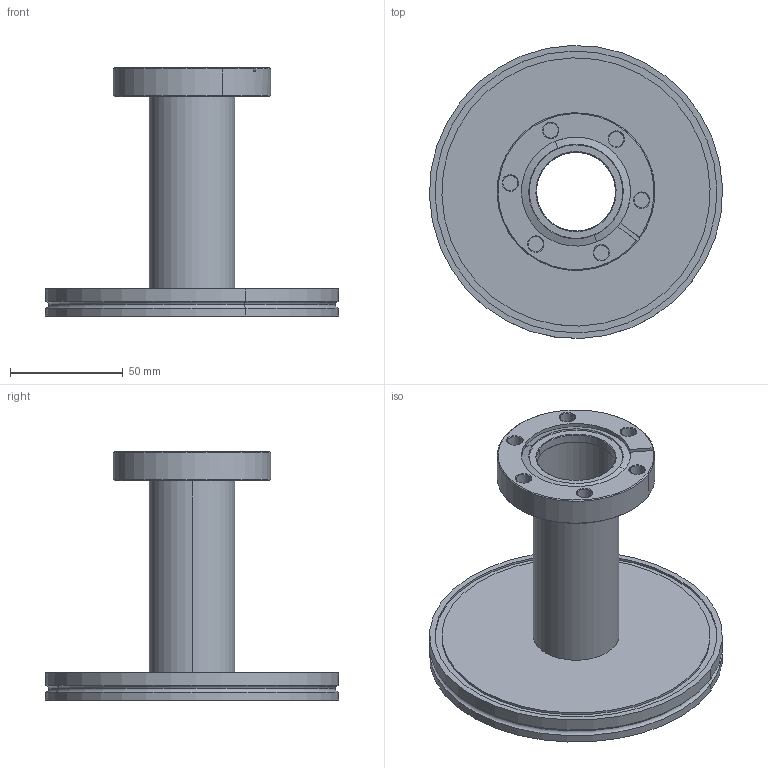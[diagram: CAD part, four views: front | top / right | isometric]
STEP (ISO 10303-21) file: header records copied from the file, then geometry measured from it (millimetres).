
FILE_DESCRIPTION (( 'STEP AP214' ), '1' );
FILE_NAME ('Hositrad_CFA35-ISO100.STEP', '2017-05-11T14:53:22', ( 'Gebruiker' ), ( '' ), 'SwSTEP 2.0', 'SolidWorks 2017', '' );
FILE_SCHEMA (( 'AUTOMOTIVE_DESIGN' ));
Length unit declared in the file: millimetre
Products named in the file (4): ISO100-38; CF-To-ISO-Adaptors-All_CFA35-ISO100; NW35CF-Weld-38.1; Hositrad_CFA35-ISO100
Assembly tree (3 placements, depth 2):
  Hositrad_CFA35-ISO100
    CF-To-ISO-Adaptors-All_CFA35-ISO100
    ISO100-38
    NW35CF-Weld-38.1
Bounding box: 129.95 x 129.95 x 110 mm (x, y, z)
Volume: 160049.5 mm3; surface area: 67481.8 mm2
Topology: 3 solids, 3 shells, 94 faces, 207 edges, 124 vertices
Faces by surface type: cylinder 38, cone 37, plane 15, torus 4
Entity records: 2790 total; most frequent: DIRECTION 528, CARTESIAN_POINT 437, ORIENTED_EDGE 414, AXIS2_PLACEMENT_3D 223, EDGE_CURVE 207, VERTEX_POINT 124, CIRCLE 123, EDGE_LOOP 117
